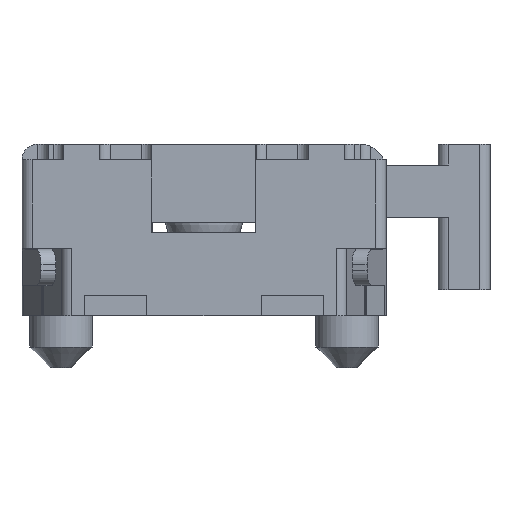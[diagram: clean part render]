
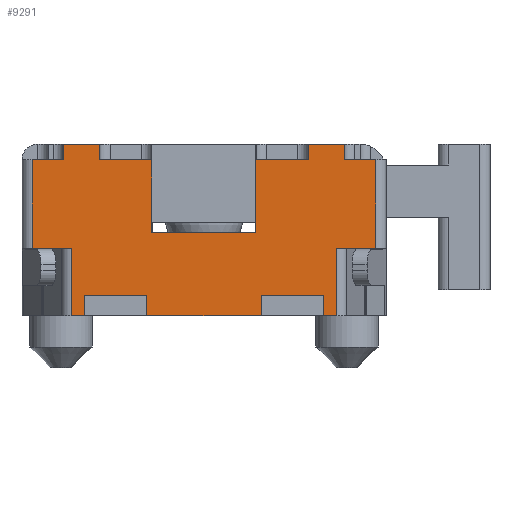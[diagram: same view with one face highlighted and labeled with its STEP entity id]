
A CAD part, left-side view. The second image highlights one B-rep face of the part: STEP entity #9291.
In plain terms, the highlighted planar face has unit normal (-1, 0, 0).
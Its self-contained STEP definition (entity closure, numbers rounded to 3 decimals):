
#3089 = VERTEX_POINT('',#3090);
#3090 = CARTESIAN_POINT('',(-2.35,1.35,1.5));
#3096 = EDGE_CURVE('',#3089,#3097,#3099,.T.);
#3097 = VERTEX_POINT('',#3098);
#3098 = CARTESIAN_POINT('',(-2.35,1.35,1.65));
#3099 = LINE('',#3100,#3101);
#3100 = CARTESIAN_POINT('',(-2.35,1.35,1.5));
#3101 = VECTOR('',#3102,1.);
#3102 = DIRECTION('',(0.,0.,1.));
#3308 = VERTEX_POINT('',#3309);
#3309 = CARTESIAN_POINT('',(-2.35,-1.,1.5));
#3315 = EDGE_CURVE('',#3308,#3316,#3318,.T.);
#3316 = VERTEX_POINT('',#3317);
#3317 = CARTESIAN_POINT('',(-2.35,-1.,1.65));
#3318 = LINE('',#3319,#3320);
#3319 = CARTESIAN_POINT('',(-2.35,-1.,1.5));
#3320 = VECTOR('',#3321,1.);
#3321 = DIRECTION('',(0.,0.,1.));
#3900 = EDGE_CURVE('',#3901,#3097,#3903,.T.);
#3901 = VERTEX_POINT('',#3902);
#3902 = CARTESIAN_POINT('',(-2.35,1.,1.65));
#3903 = LINE('',#3904,#3905);
#3904 = CARTESIAN_POINT('',(-2.35,1.,1.65));
#3905 = VECTOR('',#3906,1.);
#3906 = DIRECTION('',(0.,1.,0.));
#3929 = EDGE_CURVE('',#3930,#3316,#3932,.T.);
#3930 = VERTEX_POINT('',#3931);
#3931 = CARTESIAN_POINT('',(-2.35,-1.35,1.65));
#3932 = LINE('',#3933,#3934);
#3933 = CARTESIAN_POINT('',(-2.35,-1.35,1.65));
#3934 = VECTOR('',#3935,1.);
#3935 = DIRECTION('',(0.,1.,0.));
#4949 = EDGE_CURVE('',#4950,#3930,#4952,.T.);
#4950 = VERTEX_POINT('',#4951);
#4951 = CARTESIAN_POINT('',(-2.35,-1.35,1.5));
#4952 = LINE('',#4953,#4954);
#4953 = CARTESIAN_POINT('',(-2.35,-1.35,1.5));
#4954 = VECTOR('',#4955,1.);
#4955 = DIRECTION('',(0.,0.,1.));
#4997 = EDGE_CURVE('',#4998,#3901,#5000,.T.);
#4998 = VERTEX_POINT('',#4999);
#4999 = CARTESIAN_POINT('',(-2.35,1.,1.5));
#5000 = LINE('',#5001,#5002);
#5001 = CARTESIAN_POINT('',(-2.35,1.,1.5));
#5002 = VECTOR('',#5003,1.);
#5003 = DIRECTION('',(0.,0.,1.));
#5132 = VERTEX_POINT('',#5133);
#5133 = CARTESIAN_POINT('',(-2.35,-0.5,0.8));
#5139 = EDGE_CURVE('',#5140,#5132,#5142,.T.);
#5140 = VERTEX_POINT('',#5141);
#5141 = CARTESIAN_POINT('',(-2.35,-0.5,1.5));
#5142 = LINE('',#5143,#5144);
#5143 = CARTESIAN_POINT('',(-2.35,-0.5,1.5));
#5144 = VECTOR('',#5145,1.);
#5145 = DIRECTION('',(0.,0.,-1.));
#5289 = VERTEX_POINT('',#5290);
#5290 = CARTESIAN_POINT('',(-2.35,1.65,1.5));
#5297 = EDGE_CURVE('',#3089,#5289,#5298,.T.);
#5298 = LINE('',#5299,#5300);
#5299 = CARTESIAN_POINT('',(-2.35,1.35,1.5));
#5300 = VECTOR('',#5301,1.);
#5301 = DIRECTION('',(0.,1.,0.));
#5321 = EDGE_CURVE('',#5322,#4998,#5324,.T.);
#5322 = VERTEX_POINT('',#5323);
#5323 = CARTESIAN_POINT('',(-2.35,0.5,1.5));
#5324 = LINE('',#5325,#5326);
#5325 = CARTESIAN_POINT('',(-2.35,0.5,1.5));
#5326 = VECTOR('',#5327,1.);
#5327 = DIRECTION('',(0.,1.,0.));
#5373 = VERTEX_POINT('',#5374);
#5374 = CARTESIAN_POINT('',(-2.35,1.276,0.65));
#5381 = EDGE_CURVE('',#5373,#5382,#5384,.T.);
#5382 = VERTEX_POINT('',#5383);
#5383 = CARTESIAN_POINT('',(-2.35,1.65,0.65));
#5384 = LINE('',#5385,#5386);
#5385 = CARTESIAN_POINT('',(-2.35,1.276,0.65));
#5386 = VECTOR('',#5387,1.);
#5387 = DIRECTION('',(0.,1.,0.));
#5853 = EDGE_CURVE('',#5854,#4950,#5856,.T.);
#5854 = VERTEX_POINT('',#5855);
#5855 = CARTESIAN_POINT('',(-2.35,-1.65,1.5));
#5856 = LINE('',#5857,#5858);
#5857 = CARTESIAN_POINT('',(-2.35,-1.65,1.5));
#5858 = VECTOR('',#5859,1.);
#5859 = DIRECTION('',(0.,1.,0.));
#7546 = VERTEX_POINT('',#7547);
#7547 = CARTESIAN_POINT('',(-2.35,-1.276,0.));
#7556 = VERTEX_POINT('',#7557);
#7557 = CARTESIAN_POINT('',(-2.35,-1.276,0.65));
#7564 = EDGE_CURVE('',#7556,#7546,#7565,.T.);
#7565 = LINE('',#7566,#7567);
#7566 = CARTESIAN_POINT('',(-2.35,-1.276,0.65));
#7567 = VECTOR('',#7568,1.);
#7568 = DIRECTION('',(0.,0.,-1.));
#7581 = EDGE_CURVE('',#7546,#7582,#7584,.T.);
#7582 = VERTEX_POINT('',#7583);
#7583 = CARTESIAN_POINT('',(-2.35,-1.15,0.));
#7584 = LINE('',#7585,#7586);
#7585 = CARTESIAN_POINT('',(-2.35,-1.276,0.));
#7586 = VECTOR('',#7587,1.);
#7587 = DIRECTION('',(0.,1.,0.));
#7606 = VERTEX_POINT('',#7607);
#7607 = CARTESIAN_POINT('',(-2.35,-0.55,0.));
#7613 = EDGE_CURVE('',#7606,#7614,#7616,.T.);
#7614 = VERTEX_POINT('',#7615);
#7615 = CARTESIAN_POINT('',(-2.35,0.55,0.));
#7616 = LINE('',#7617,#7618);
#7617 = CARTESIAN_POINT('',(-2.35,-0.55,0.));
#7618 = VECTOR('',#7619,1.);
#7619 = DIRECTION('',(0.,1.,0.));
#7638 = VERTEX_POINT('',#7639);
#7639 = CARTESIAN_POINT('',(-2.35,1.15,0.));
#7645 = EDGE_CURVE('',#7638,#7646,#7648,.T.);
#7646 = VERTEX_POINT('',#7647);
#7647 = CARTESIAN_POINT('',(-2.35,1.276,0.));
#7648 = LINE('',#7649,#7650);
#7649 = CARTESIAN_POINT('',(-2.35,1.15,0.));
#7650 = VECTOR('',#7651,1.);
#7651 = DIRECTION('',(0.,1.,0.));
#8026 = EDGE_CURVE('',#5854,#8027,#8029,.T.);
#8027 = VERTEX_POINT('',#8028);
#8028 = CARTESIAN_POINT('',(-2.35,-1.65,0.65));
#8029 = LINE('',#8030,#8031);
#8030 = CARTESIAN_POINT('',(-2.35,-1.65,1.5));
#8031 = VECTOR('',#8032,1.);
#8032 = DIRECTION('',(0.,0.,-1.));
#8060 = EDGE_CURVE('',#3308,#5140,#8061,.T.);
#8061 = LINE('',#8062,#8063);
#8062 = CARTESIAN_POINT('',(-2.35,-1.,1.5));
#8063 = VECTOR('',#8064,1.);
#8064 = DIRECTION('',(0.,1.,0.));
#8409 = EDGE_CURVE('',#7646,#5373,#8410,.T.);
#8410 = LINE('',#8411,#8412);
#8411 = CARTESIAN_POINT('',(-2.35,1.276,0.));
#8412 = VECTOR('',#8413,1.);
#8413 = DIRECTION('',(0.,0.,1.));
#8455 = EDGE_CURVE('',#5382,#5289,#8456,.T.);
#8456 = LINE('',#8457,#8458);
#8457 = CARTESIAN_POINT('',(-2.35,1.65,0.65));
#8458 = VECTOR('',#8459,1.);
#8459 = DIRECTION('',(0.,0.,1.));
#8900 = EDGE_CURVE('',#8027,#7556,#8901,.T.);
#8901 = LINE('',#8902,#8903);
#8902 = CARTESIAN_POINT('',(-2.35,-1.65,0.65));
#8903 = VECTOR('',#8904,1.);
#8904 = DIRECTION('',(0.,1.,0.));
#9091 = EDGE_CURVE('',#9092,#7582,#9094,.T.);
#9092 = VERTEX_POINT('',#9093);
#9093 = CARTESIAN_POINT('',(-2.35,-1.15,0.2));
#9094 = LINE('',#9095,#9096);
#9095 = CARTESIAN_POINT('',(-2.35,-1.15,0.2));
#9096 = VECTOR('',#9097,1.);
#9097 = DIRECTION('',(0.,0.,-1.));
#9122 = EDGE_CURVE('',#9123,#9092,#9125,.T.);
#9123 = VERTEX_POINT('',#9124);
#9124 = CARTESIAN_POINT('',(-2.35,-0.55,0.2));
#9125 = LINE('',#9126,#9127);
#9126 = CARTESIAN_POINT('',(-2.35,-0.55,0.2));
#9127 = VECTOR('',#9128,1.);
#9128 = DIRECTION('',(0.,-1.,0.));
#9171 = EDGE_CURVE('',#7606,#9123,#9172,.T.);
#9172 = LINE('',#9173,#9174);
#9173 = CARTESIAN_POINT('',(-2.35,-0.55,0.));
#9174 = VECTOR('',#9175,1.);
#9175 = DIRECTION('',(0.,0.,1.));
#9218 = EDGE_CURVE('',#7638,#9219,#9221,.T.);
#9219 = VERTEX_POINT('',#9220);
#9220 = CARTESIAN_POINT('',(-2.35,1.15,0.2));
#9221 = LINE('',#9222,#9223);
#9222 = CARTESIAN_POINT('',(-2.35,1.15,0.));
#9223 = VECTOR('',#9224,1.);
#9224 = DIRECTION('',(0.,0.,1.));
#9243 = VERTEX_POINT('',#9244);
#9244 = CARTESIAN_POINT('',(-2.35,0.55,0.2));
#9252 = EDGE_CURVE('',#9243,#7614,#9253,.T.);
#9253 = LINE('',#9254,#9255);
#9254 = CARTESIAN_POINT('',(-2.35,0.55,0.2));
#9255 = VECTOR('',#9256,1.);
#9256 = DIRECTION('',(0.,0.,-1.));
#9266 = EDGE_CURVE('',#9219,#9243,#9267,.T.);
#9267 = LINE('',#9268,#9269);
#9268 = CARTESIAN_POINT('',(-2.35,1.15,0.2));
#9269 = VECTOR('',#9270,1.);
#9270 = DIRECTION('',(0.,-1.,0.));
#9291 = ADVANCED_FACE('',(#9292),#9334,.T.);
#9292 = FACE_BOUND('',#9293,.T.);
#9293 = EDGE_LOOP('',(#9294,#9295,#9296,#9297,#9298,#9299,#9300,#9301,
    #9302,#9310,#9316,#9317,#9318,#9319,#9320,#9321,#9322,#9323,#9324,
    #9325,#9326,#9327,#9328,#9329,#9330,#9331,#9332,#9333));
#9294 = ORIENTED_EDGE('',*,*,#8900,.F.);
#9295 = ORIENTED_EDGE('',*,*,#8026,.F.);
#9296 = ORIENTED_EDGE('',*,*,#5853,.T.);
#9297 = ORIENTED_EDGE('',*,*,#4949,.T.);
#9298 = ORIENTED_EDGE('',*,*,#3929,.T.);
#9299 = ORIENTED_EDGE('',*,*,#3315,.F.);
#9300 = ORIENTED_EDGE('',*,*,#8060,.T.);
#9301 = ORIENTED_EDGE('',*,*,#5139,.T.);
#9302 = ORIENTED_EDGE('',*,*,#9303,.T.);
#9303 = EDGE_CURVE('',#5132,#9304,#9306,.T.);
#9304 = VERTEX_POINT('',#9305);
#9305 = CARTESIAN_POINT('',(-2.35,0.5,0.8));
#9306 = LINE('',#9307,#9308);
#9307 = CARTESIAN_POINT('',(-2.35,-0.5,0.8));
#9308 = VECTOR('',#9309,1.);
#9309 = DIRECTION('',(0.,1.,0.));
#9310 = ORIENTED_EDGE('',*,*,#9311,.T.);
#9311 = EDGE_CURVE('',#9304,#5322,#9312,.T.);
#9312 = LINE('',#9313,#9314);
#9313 = CARTESIAN_POINT('',(-2.35,0.5,0.8));
#9314 = VECTOR('',#9315,1.);
#9315 = DIRECTION('',(0.,0.,1.));
#9316 = ORIENTED_EDGE('',*,*,#5321,.T.);
#9317 = ORIENTED_EDGE('',*,*,#4997,.T.);
#9318 = ORIENTED_EDGE('',*,*,#3900,.T.);
#9319 = ORIENTED_EDGE('',*,*,#3096,.F.);
#9320 = ORIENTED_EDGE('',*,*,#5297,.T.);
#9321 = ORIENTED_EDGE('',*,*,#8455,.F.);
#9322 = ORIENTED_EDGE('',*,*,#5381,.F.);
#9323 = ORIENTED_EDGE('',*,*,#8409,.F.);
#9324 = ORIENTED_EDGE('',*,*,#7645,.F.);
#9325 = ORIENTED_EDGE('',*,*,#9218,.T.);
#9326 = ORIENTED_EDGE('',*,*,#9266,.T.);
#9327 = ORIENTED_EDGE('',*,*,#9252,.T.);
#9328 = ORIENTED_EDGE('',*,*,#7613,.F.);
#9329 = ORIENTED_EDGE('',*,*,#9171,.T.);
#9330 = ORIENTED_EDGE('',*,*,#9122,.T.);
#9331 = ORIENTED_EDGE('',*,*,#9091,.T.);
#9332 = ORIENTED_EDGE('',*,*,#7581,.F.);
#9333 = ORIENTED_EDGE('',*,*,#7564,.F.);
#9334 = PLANE('',#9335);
#9335 = AXIS2_PLACEMENT_3D('',#9336,#9337,#9338);
#9336 = CARTESIAN_POINT('',(-2.35,-1.815,-0.083));
#9337 = DIRECTION('',(-1.,0.,0.));
#9338 = DIRECTION('',(0.,0.,1.));
